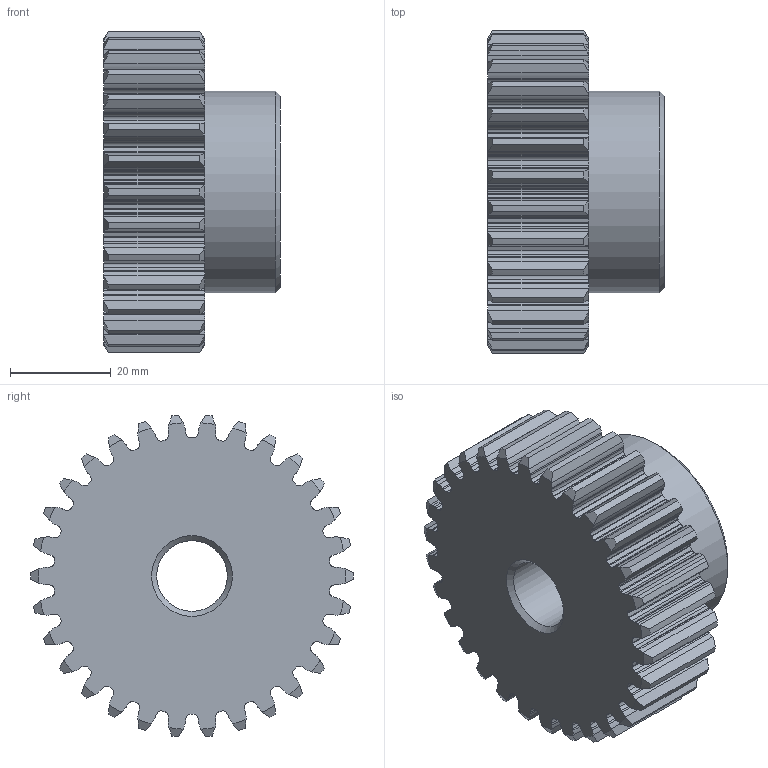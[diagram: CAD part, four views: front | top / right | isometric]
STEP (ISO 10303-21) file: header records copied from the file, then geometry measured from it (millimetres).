
FILE_DESCRIPTION(/* description */ ('Alibre Inc.'),/* implementation_level */ '2;1');
FILE_NAME(/* name */ 'export-A95ADF46-D13F-44A0-B310-B1A3BA2BF8FB',/* time_stamp */ '2024-07-01T14:53:14+02:00',/* author */ (''),/* organization */ (''),/* preprocessor_version */ 'ST-DEVELOPER v17',/* originating_system */ 'Alibre',/* authorisation */ '');
FILE_SCHEMA (('AUTOMOTIVE_DESIGN'));
Length unit declared in the file: millimetre
Products named in the file (1): 401020030
Bounding box: 35 x 64 x 63.77 mm (x, y, z)
Volume: 68734.8 mm3; surface area: 15918.1 mm2
Topology: 1 solids, 1 shells, 507 faces, 1513 edges, 1009 vertices
Faces by surface type: cylinder 441, cone 63, plane 3
Full cylindrical faces by diameter (mm): 14 x1, 40 x1
Entity records: 17550 total; most frequent: CARTESIAN_POINT 3347, DIRECTION 3269, ORIENTED_EDGE 3026, EDGE_CURVE 1513, AXIS2_PLACEMENT_3D 1414, VERTEX_POINT 1009, CIRCLE 907, EDGE_LOOP 510
